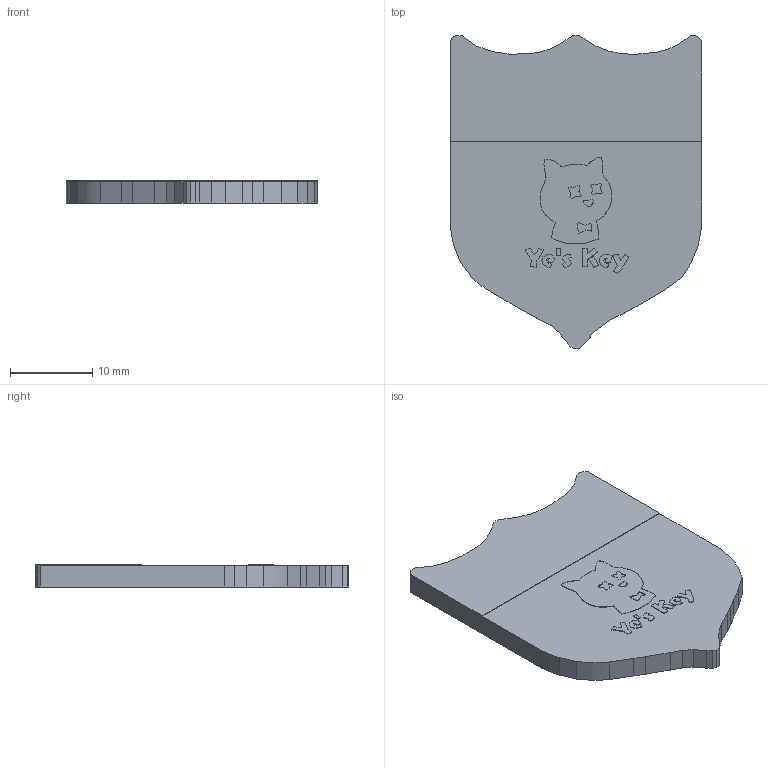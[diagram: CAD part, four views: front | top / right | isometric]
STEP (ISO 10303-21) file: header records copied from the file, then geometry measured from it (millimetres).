
FILE_DESCRIPTION(/* description */ ('STEP AP242','CAx-IF Rec.Pracs.---Representation and Presentation of Product Manufacturing Information (PMI)---4.0---2014-10-13','CAx-IF Rec.Pracs.---3D Tessellated Geometry---0.4---2014-09-14','2;1'),/* implementation_level */ '2;1');
FILE_NAME(/* name */ '679d4b3852eef142e1029b8e',/* time_stamp */ '2025-01-31T22:14:17Z',/* author */ (''),/* organization */ (''),/* preprocessor_version */ 'ST-DEVELOPER v20',/* originating_system */ 'ONSHAPE BY PTC INC, 1.193',/* authorisation */ ' ');
FILE_SCHEMA (('AP242_MANAGED_MODEL_BASED_3D_ENGINEERING_MIM_LF { 1 0 10303 442 1 1 4 }'));
Length unit declared in the file: millimetre
Products named in the file (1): Part 1
Bounding box: 30.48 x 38.05 x 2.67 mm (x, y, z)
Volume: 2230.1 mm3; surface area: 3555.1 mm2
Topology: 1 solids, 2 shells, 544 faces, 1583 edges, 1055 vertices
Faces by surface type: plane 543, bspline 1
Entity records: 21152 total; most frequent: CARTESIAN_POINT 3200, ORIENTED_EDGE 3166, DIRECTION 2669, EDGE_CURVE 1583, LINE 1581, VECTOR 1581, VERTEX_POINT 1055, EDGE_LOOP 556
